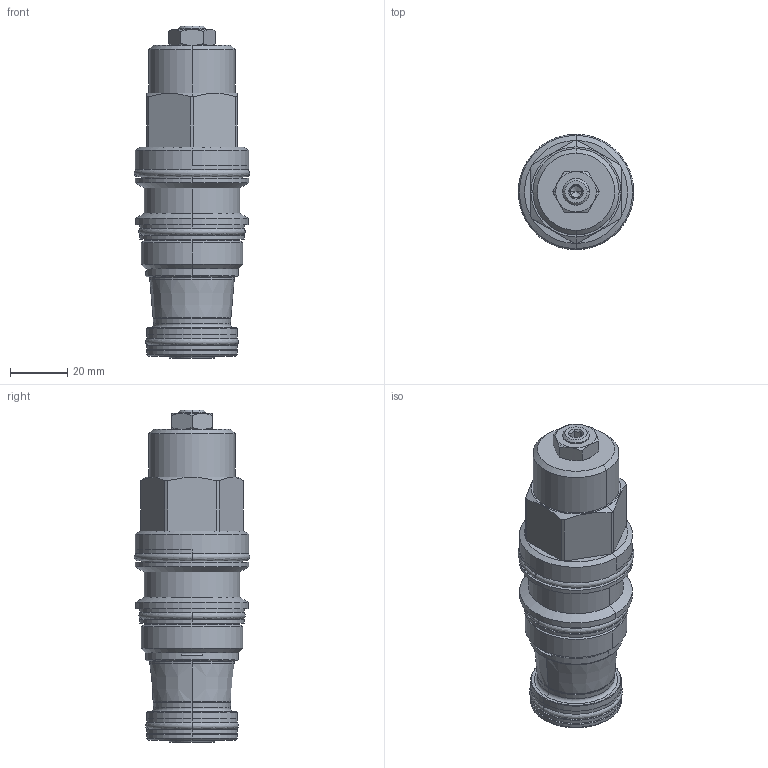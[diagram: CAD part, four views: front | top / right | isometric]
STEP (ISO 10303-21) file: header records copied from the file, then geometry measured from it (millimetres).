
FILE_DESCRIPTION((''),'2;1');
FILE_NAME('CBFL-LJN_PRT','2017-04-24T',('Administrator'),(''),'PRO/ENGINEER BY PARAMETRIC TECHNOLOGY CORPORATION, 2006240','PRO/ENGINEER BY PARAMETRIC TECHNOLOGY CORPORATION, 2006240','');
FILE_SCHEMA(('CONFIG_CONTROL_DESIGN'));
Length unit declared in the file: inch
Products named in the file (1): CBFL-LJN_PRT
Bounding box: 40.36 x 40.36 x 116.1 mm (x, y, z)
Volume: 93922.3 mm3; surface area: 25246 mm2
Topology: 4 solids, 4 shells, 244 faces, 541 edges, 323 vertices
Faces by surface type: cylinder 78, plane 63, cone 54, torus 37, revolution 12
Entity records: 8041 total; most frequent: CARTESIAN_POINT 2523, DIRECTION 1233, ORIENTED_EDGE 1074, EDGE_CURVE 537, AXIS2_PLACEMENT_3D 525, VERTEX_POINT 323, CIRCLE 293, EDGE_LOOP 276
